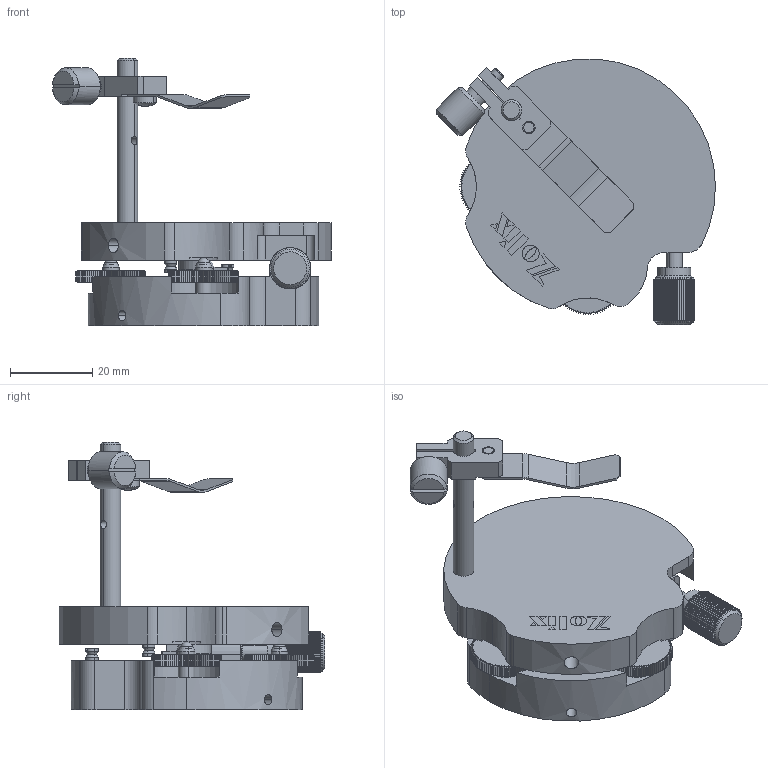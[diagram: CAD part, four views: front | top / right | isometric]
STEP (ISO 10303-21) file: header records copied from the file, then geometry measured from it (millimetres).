
FILE_DESCRIPTION (( 'STEP AP203' ), '1' );
FILE_NAME ('NPM-30.STEP', '2022-07-19T07:41:54', ( '' ), ( '' ), 'SwSTEP 2.0', 'SolidWorks 2021', '' );
FILE_SCHEMA (( 'CONFIG_CONTROL_DESIGN' ));
Length unit declared in the file: millimetre
Products named in the file (1): NPM-30
Bounding box: 67.66 x 64.42 x 65 mm (x, y, z)
Volume: 51619.4 mm3; surface area: 25027.6 mm2
Topology: 25 solids, 25 shells, 1733 faces, 4859 edges, 3182 vertices
Faces by surface type: plane 826, cone 462, cylinder 437, sphere 8
Entity records: 56824 total; most frequent: CARTESIAN_POINT 12991, ORIENTED_EDGE 9644, DIRECTION 8634, EDGE_CURVE 4822, VERTEX_POINT 3175, AXIS2_PLACEMENT_3D 3082, VECTOR 2470, LINE 2470
